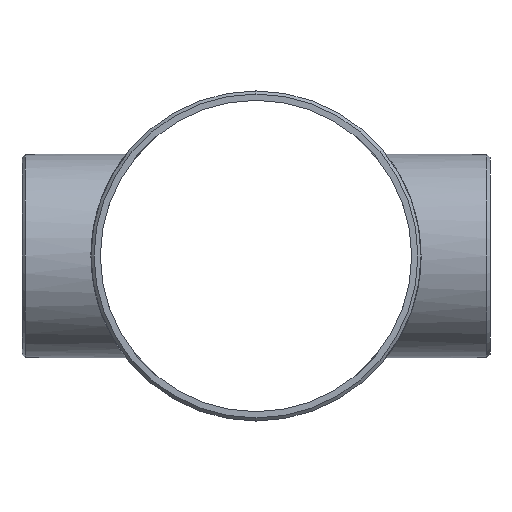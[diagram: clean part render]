
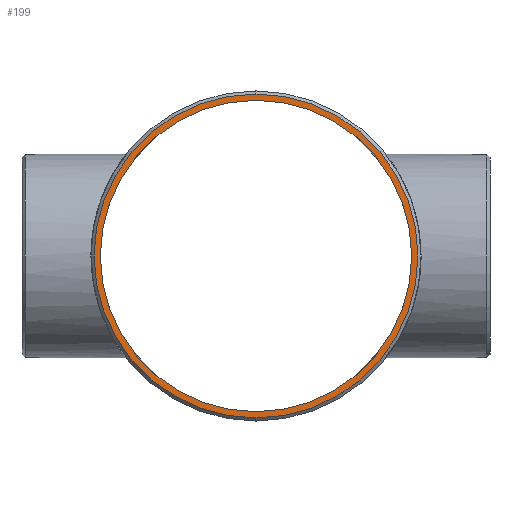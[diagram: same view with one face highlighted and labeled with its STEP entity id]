
A CAD part, left-side view. The second image highlights one B-rep face of the part: STEP entity #199.
In plain terms, the highlighted planar face has unit normal (-1, 0, 0).
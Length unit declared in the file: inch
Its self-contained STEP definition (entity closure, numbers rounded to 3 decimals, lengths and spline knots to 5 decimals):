
#36 = FACE_BOUND ( 'NONE', #861, .T. ) ;
#76 = DIRECTION ( 'NONE',  ( 0., 0., 1. ) ) ;
#90 = VERTEX_POINT ( 'NONE', #275 ) ;
#101 = ORIENTED_EDGE ( 'NONE', *, *, #1190, .T. ) ;
#131 = DIRECTION ( 'NONE',  ( 1., 0., 0. ) ) ;
#168 = CARTESIAN_POINT ( 'NONE',  ( -8.5, 0., 0. ) ) ;
#199 = ADVANCED_FACE ( 'NONE', ( #1236, #36 ), #559, .T. ) ;
#235 = CIRCLE ( 'NONE', #770, 5.27267 ) ;
#239 = CARTESIAN_POINT ( 'NONE',  ( -8.5, 0., -5.068 ) ) ;
#251 = DIRECTION ( 'NONE',  ( 0., 0., 1. ) ) ;
#275 = CARTESIAN_POINT ( 'NONE',  ( -8.5, 0., 5.068 ) ) ;
#292 = DIRECTION ( 'NONE',  ( 0., 0., 1. ) ) ;
#370 = DIRECTION ( 'NONE',  ( -1., 0., 0. ) ) ;
#375 = CIRCLE ( 'NONE', #1039, 5.27267 ) ;
#382 = ORIENTED_EDGE ( 'NONE', *, *, #1449, .T. ) ;
#414 = CARTESIAN_POINT ( 'NONE',  ( -8.5, 0., -5.27267 ) ) ;
#422 = ORIENTED_EDGE ( 'NONE', *, *, #782, .T. ) ;
#442 = CARTESIAN_POINT ( 'NONE',  ( -8.5, 0., 5.27267 ) ) ;
#474 = CARTESIAN_POINT ( 'NONE',  ( -8.5, 0., 0. ) ) ;
#520 = CARTESIAN_POINT ( 'NONE',  ( -8.5, 0., 0. ) ) ;
#549 = EDGE_LOOP ( 'NONE', ( #101, #708 ) ) ;
#559 = PLANE ( 'NONE',  #1243 ) ;
#581 = CIRCLE ( 'NONE', #1371, 5.068 ) ;
#708 = ORIENTED_EDGE ( 'NONE', *, *, #844, .T. ) ;
#770 = AXIS2_PLACEMENT_3D ( 'NONE', #168, #1193, #76 ) ;
#782 = EDGE_CURVE ( 'NONE', #1456, #90, #581, .T. ) ;
#820 = VERTEX_POINT ( 'NONE', #414 ) ;
#844 = EDGE_CURVE ( 'NONE', #1416, #820, #235, .T. ) ;
#861 = EDGE_LOOP ( 'NONE', ( #382, #422 ) ) ;
#906 = DIRECTION ( 'NONE',  ( -1., 0., 0. ) ) ;
#931 = CARTESIAN_POINT ( 'NONE',  ( -8.5, 0., 0. ) ) ;
#958 = DIRECTION ( 'NONE',  ( 1., 0., 0. ) ) ;
#1039 = AXIS2_PLACEMENT_3D ( 'NONE', #1263, #370, #251 ) ;
#1190 = EDGE_CURVE ( 'NONE', #820, #1416, #375, .T. ) ;
#1193 = DIRECTION ( 'NONE',  ( -1., 0., 0. ) ) ;
#1236 = FACE_OUTER_BOUND ( 'NONE', #549, .T. ) ;
#1243 = AXIS2_PLACEMENT_3D ( 'NONE', #474, #906, #1358 ) ;
#1253 = DIRECTION ( 'NONE',  ( 0., 0., 1. ) ) ;
#1263 = CARTESIAN_POINT ( 'NONE',  ( -8.5, 0., 0. ) ) ;
#1279 = CIRCLE ( 'NONE', #1344, 5.068 ) ;
#1344 = AXIS2_PLACEMENT_3D ( 'NONE', #931, #131, #1253 ) ;
#1358 = DIRECTION ( 'NONE',  ( 0., 0., -1. ) ) ;
#1371 = AXIS2_PLACEMENT_3D ( 'NONE', #520, #958, #292 ) ;
#1416 = VERTEX_POINT ( 'NONE', #442 ) ;
#1449 = EDGE_CURVE ( 'NONE', #90, #1456, #1279, .T. ) ;
#1456 = VERTEX_POINT ( 'NONE', #239 ) ;
